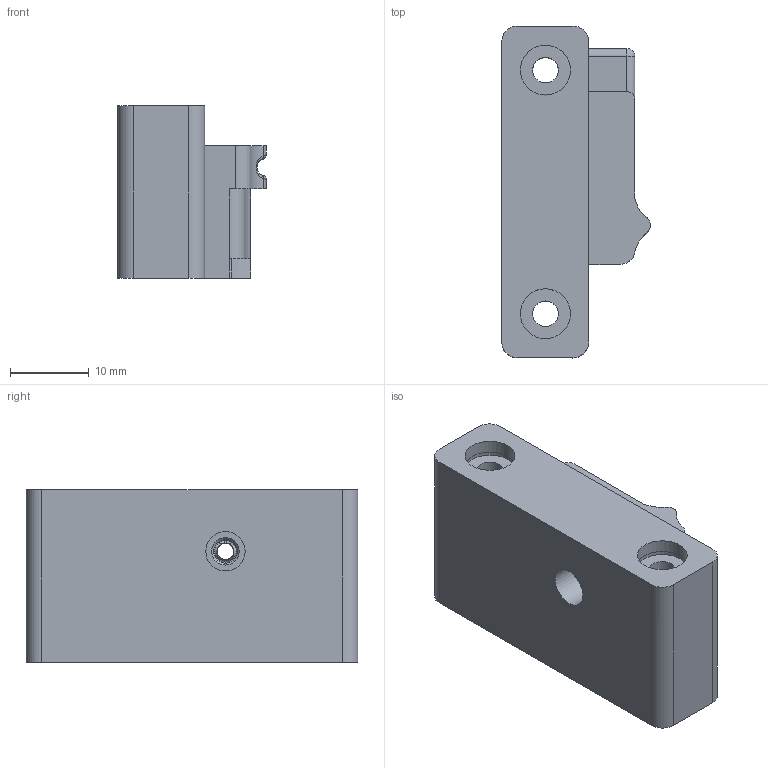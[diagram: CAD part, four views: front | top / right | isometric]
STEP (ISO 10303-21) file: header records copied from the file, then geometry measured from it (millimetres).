
FILE_DESCRIPTION(/* description */ (''),/* implementation_level */ '2;1');
FILE_NAME(/* name */ 'Printrbot Gear Head v4 Base printable.step',/* time_stamp */ '2024-08-27T08:53:59-07:00',/* author */ (''),/* organization */ (''),/* preprocessor_version */ 'ST-DEVELOPER v20',/* originating_system */ 'Autodesk Translation Framework v12.14.0.127',/* authorisation */ '');
FILE_SCHEMA (('AUTOMOTIVE_DESIGN { 1 0 10303 214 3 1 1 }'));
Length unit declared in the file: millimetre
Products named in the file (1): Printrbot Gear Head v4 Base
Bounding box: 18.88 x 42.2 x 21.94 mm (x, y, z)
Volume: 11739.4 mm3; surface area: 4350.4 mm2
Topology: 1 solids, 1 shells, 63 faces, 157 edges, 100 vertices
Faces by surface type: cylinder 27, plane 22, bspline 8, cone 3, torus 2, sphere 1
Full cylindrical faces by diameter (mm): 2.08 x1, 3 x1, 3.2 x1, 3.264 x2, 5 x1, 6.35 x2
Entity records: 2211 total; most frequent: CARTESIAN_POINT 641, DIRECTION 327, ORIENTED_EDGE 314, EDGE_CURVE 157, AXIS2_PLACEMENT_3D 126, VERTEX_POINT 100, LINE 75, VECTOR 75
